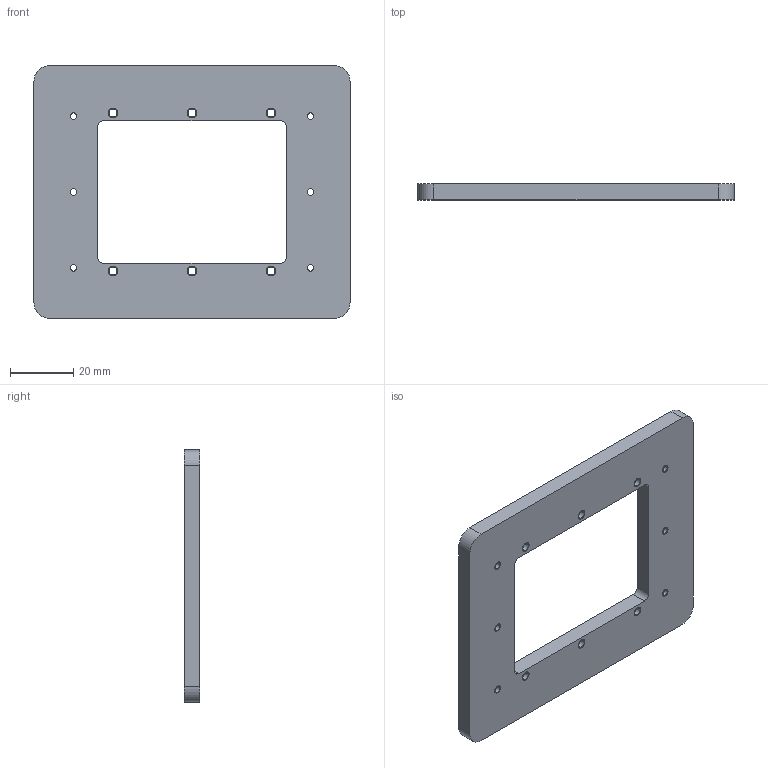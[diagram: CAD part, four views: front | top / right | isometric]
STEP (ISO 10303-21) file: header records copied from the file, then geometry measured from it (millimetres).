
FILE_DESCRIPTION((''),'2;1');
FILE_NAME('TXANZHUANGBAN','2021-11-22T',('fanyzh'),('babu'),'PRO/ENGINEER BY PARAMETRIC TECHNOLOGY CORPORATION, 2010280','PRO/ENGINEER BY PARAMETRIC TECHNOLOGY CORPORATION, 2010280','');
FILE_SCHEMA(('AP203_CONFIGURATION_CONTROLLED_3D_DESIGN_OF_MECHANICAL_PARTS_AND_ASSEMBLIES_MIM_LF'));
Length unit declared in the file: millimetre
Products named in the file (1): TXANZHUANGBAN
Bounding box: 100 x 5 x 80 mm (x, y, z)
Volume: 26163.6 mm3; surface area: 14208.4 mm2
Topology: 1 solids, 13 shells, 72 faces, 204 edges, 140 vertices
Faces by surface type: cylinder 56, plane 16
Entity records: 4906 total; most frequent: DIRECTION 518, CARTESIAN_POINT 447, ORIENTED_EDGE 360, REPRESENTATION 315, PRESENTATION_STYLE_ASSIGNMENT 245, STYLED_ITEM 245, CURVE_STYLE 232, AXIS2_PLACEMENT_3D 213
